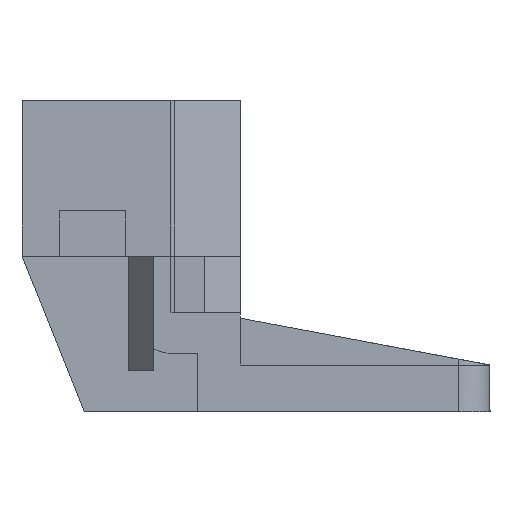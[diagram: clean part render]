
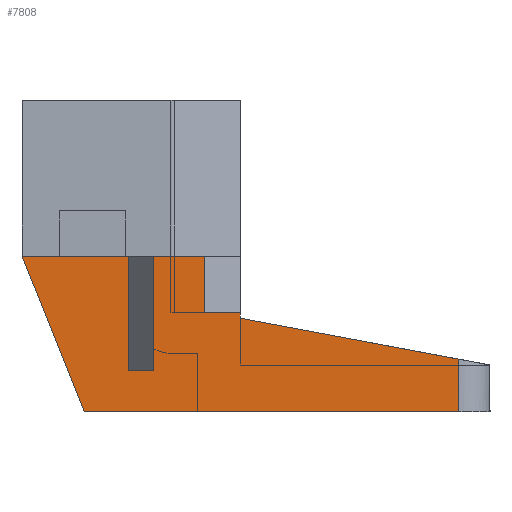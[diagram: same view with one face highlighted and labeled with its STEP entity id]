
A CAD part, left-side view. The second image highlights one B-rep face of the part: STEP entity #7808.
In plain terms, the highlighted planar face has unit normal (-1, 0, 0).
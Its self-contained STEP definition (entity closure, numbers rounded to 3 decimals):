
#461 = DIRECTION ( 'NONE',  ( 1., 0., 0. ) ) ;
#1051 = VECTOR ( 'NONE', #19032, 1000. ) ;
#1304 = CARTESIAN_POINT ( 'NONE',  ( -126.722, 0.927, -18.375 ) ) ;
#1638 = CARTESIAN_POINT ( 'NONE',  ( -126.722, 47.327, -18.375 ) ) ;
#1804 = VECTOR ( 'NONE', #16792, 1000. ) ;
#1926 = VERTEX_POINT ( 'NONE', #1638 ) ;
#2002 = CARTESIAN_POINT ( 'NONE',  ( -126.722, 32.927, -11.7 ) ) ;
#2950 = ORIENTED_EDGE ( 'NONE', *, *, #21206, .T. ) ;
#3147 = DIRECTION ( 'NONE',  ( 0., 0., -1. ) ) ;
#3565 = ORIENTED_EDGE ( 'NONE', *, *, #16686, .F. ) ;
#3589 = CARTESIAN_POINT ( 'NONE',  ( -126.722, 44.027, -23.7 ) ) ;
#3767 = EDGE_CURVE ( 'NONE', #17097, #16199, #8111, .T. ) ;
#3791 = ORIENTED_EDGE ( 'NONE', *, *, #12813, .F. ) ;
#3851 = DIRECTION ( 'NONE',  ( 0., 0.371, 0.928 ) ) ;
#3992 = CARTESIAN_POINT ( 'NONE',  ( -126.722, 44.027, -3.75 ) ) ;
#3997 = VECTOR ( 'NONE', #6882, 1000. ) ;
#4324 = CARTESIAN_POINT ( 'NONE',  ( -126.722, 52.927, -23.7 ) ) ;
#4561 = DIRECTION ( 'NONE',  ( 0., -1., 0. ) ) ;
#4659 = LINE ( 'NONE', #11893, #10356 ) ;
#4804 = VECTOR ( 'NONE', #5648, 1000. ) ;
#5337 = LINE ( 'NONE', #12462, #1804 ) ;
#5521 = VECTOR ( 'NONE', #3147, 1000. ) ;
#5648 = DIRECTION ( 'NONE',  ( 0., 0., 1. ) ) ;
#6039 = FACE_OUTER_BOUND ( 'NONE', #8878, .T. ) ;
#6048 = ORIENTED_EDGE ( 'NONE', *, *, #9805, .F. ) ;
#6060 = EDGE_CURVE ( 'NONE', #15510, #13852, #10930, .T. ) ;
#6081 = CARTESIAN_POINT ( 'NONE',  ( -126.722, 60.907, -3.75 ) ) ;
#6861 = CARTESIAN_POINT ( 'NONE',  ( -126.722, 44.027, -18.375 ) ) ;
#6882 = DIRECTION ( 'NONE',  ( 0., -0.983, -0.184 ) ) ;
#7173 = ORIENTED_EDGE ( 'NONE', *, *, #6060, .T. ) ;
#7371 = ORIENTED_EDGE ( 'NONE', *, *, #21341, .T. ) ;
#7403 = CARTESIAN_POINT ( 'NONE',  ( -126.722, 45.755, -41.631 ) ) ;
#7627 = ORIENTED_EDGE ( 'NONE', *, *, #9382, .T. ) ;
#7808 = ADVANCED_FACE ( 'NONE', ( #6039 ), #11020, .F. ) ;
#7924 = CARTESIAN_POINT ( 'NONE',  ( -126.722, 0.927, -23.7 ) ) ;
#8111 = LINE ( 'NONE', #22226, #12950 ) ;
#8878 = EDGE_LOOP ( 'NONE', ( #3791, #2950, #11628, #3565, #11797, #13693, #7627, #10682, #21710, #7371, #7173, #6048 ) ) ;
#9382 = EDGE_CURVE ( 'NONE', #12837, #12360, #5337, .T. ) ;
#9805 = EDGE_CURVE ( 'NONE', #21506, #13852, #21622, .T. ) ;
#10356 = VECTOR ( 'NONE', #21235, 1000. ) ;
#10682 = ORIENTED_EDGE ( 'NONE', *, *, #20592, .F. ) ;
#10685 = DIRECTION ( 'NONE',  ( 0., 1., 0. ) ) ;
#10930 = LINE ( 'NONE', #19803, #13175 ) ;
#11020 = PLANE ( 'NONE',  #21592 ) ;
#11392 = VERTEX_POINT ( 'NONE', #19941 ) ;
#11628 = ORIENTED_EDGE ( 'NONE', *, *, #17639, .F. ) ;
#11632 = VERTEX_POINT ( 'NONE', #11869 ) ;
#11797 = ORIENTED_EDGE ( 'NONE', *, *, #3767, .F. ) ;
#11869 = CARTESIAN_POINT ( 'NONE',  ( -126.722, 4.927, -16.95 ) ) ;
#11893 = CARTESIAN_POINT ( 'NONE',  ( -126.722, 0.927, -23.7 ) ) ;
#12360 = VERTEX_POINT ( 'NONE', #3992 ) ;
#12462 = CARTESIAN_POINT ( 'NONE',  ( -126.722, 0., -3.75 ) ) ;
#12722 = DIRECTION ( 'NONE',  ( 0., 0., 1. ) ) ;
#12813 = EDGE_CURVE ( 'NONE', #11392, #21506, #4659, .T. ) ;
#12837 = VERTEX_POINT ( 'NONE', #15669 ) ;
#12950 = VECTOR ( 'NONE', #4561, 1000. ) ;
#13175 = VECTOR ( 'NONE', #10685, 1000. ) ;
#13693 = ORIENTED_EDGE ( 'NONE', *, *, #18103, .T. ) ;
#13852 = VERTEX_POINT ( 'NONE', #6081 ) ;
#14475 = LINE ( 'NONE', #17786, #3997 ) ;
#14558 = DIRECTION ( 'NONE',  ( 0., 0., 1. ) ) ;
#15023 = VECTOR ( 'NONE', #12722, 1000. ) ;
#15074 = CARTESIAN_POINT ( 'NONE',  ( -126.722, 47.327, -3.75 ) ) ;
#15170 = CARTESIAN_POINT ( 'NONE',  ( -126.722, 32.927, -11.7 ) ) ;
#15510 = VERTEX_POINT ( 'NONE', #15074 ) ;
#15598 = EDGE_CURVE ( 'NONE', #19209, #1926, #19308, .T. ) ;
#15669 = CARTESIAN_POINT ( 'NONE',  ( -126.722, 37.477, -3.75 ) ) ;
#16102 = LINE ( 'NONE', #20352, #20272 ) ;
#16199 = VERTEX_POINT ( 'NONE', #17625 ) ;
#16686 = EDGE_CURVE ( 'NONE', #16199, #22809, #18711, .T. ) ;
#16702 = DIRECTION ( 'NONE',  ( 0., 0., -1. ) ) ;
#16792 = DIRECTION ( 'NONE',  ( 0., 1., 0. ) ) ;
#17097 = VERTEX_POINT ( 'NONE', #22563 ) ;
#17625 = CARTESIAN_POINT ( 'NONE',  ( -126.722, 32.927, -11. ) ) ;
#17639 = EDGE_CURVE ( 'NONE', #22809, #11632, #14475, .T. ) ;
#17786 = CARTESIAN_POINT ( 'NONE',  ( -126.722, 32.927, -11.7 ) ) ;
#18103 = EDGE_CURVE ( 'NONE', #17097, #12837, #16102, .T. ) ;
#18711 = LINE ( 'NONE', #15170, #5521 ) ;
#19032 = DIRECTION ( 'NONE',  ( 0., 0., 1. ) ) ;
#19209 = VERTEX_POINT ( 'NONE', #6861 ) ;
#19308 = LINE ( 'NONE', #1304, #19956 ) ;
#19803 = CARTESIAN_POINT ( 'NONE',  ( -126.722, 0., -3.75 ) ) ;
#19822 = LINE ( 'NONE', #3589, #15023 ) ;
#19941 = CARTESIAN_POINT ( 'NONE',  ( -126.722, 4.927, -23.7 ) ) ;
#19954 = VECTOR ( 'NONE', #3851, 1000. ) ;
#19956 = VECTOR ( 'NONE', #22516, 1000. ) ;
#20272 = VECTOR ( 'NONE', #14558, 1000. ) ;
#20352 = CARTESIAN_POINT ( 'NONE',  ( -126.722, 37.477, -11. ) ) ;
#20592 = EDGE_CURVE ( 'NONE', #19209, #12360, #19822, .T. ) ;
#21206 = EDGE_CURVE ( 'NONE', #11392, #11632, #22718, .T. ) ;
#21235 = DIRECTION ( 'NONE',  ( 0., 1., 0. ) ) ;
#21275 = CARTESIAN_POINT ( 'NONE',  ( -126.722, 4.927, -23.7 ) ) ;
#21341 = EDGE_CURVE ( 'NONE', #1926, #15510, #21872, .T. ) ;
#21390 = CARTESIAN_POINT ( 'NONE',  ( -126.722, 47.327, -23.7 ) ) ;
#21506 = VERTEX_POINT ( 'NONE', #4324 ) ;
#21592 = AXIS2_PLACEMENT_3D ( 'NONE', #7924, #461, #16702 ) ;
#21622 = LINE ( 'NONE', #7403, #19954 ) ;
#21710 = ORIENTED_EDGE ( 'NONE', *, *, #15598, .T. ) ;
#21872 = LINE ( 'NONE', #21390, #4804 ) ;
#22226 = CARTESIAN_POINT ( 'NONE',  ( -126.722, 37.477, -11. ) ) ;
#22516 = DIRECTION ( 'NONE',  ( 0., 1., 0. ) ) ;
#22563 = CARTESIAN_POINT ( 'NONE',  ( -126.722, 37.477, -11. ) ) ;
#22718 = LINE ( 'NONE', #21275, #1051 ) ;
#22809 = VERTEX_POINT ( 'NONE', #2002 ) ;
